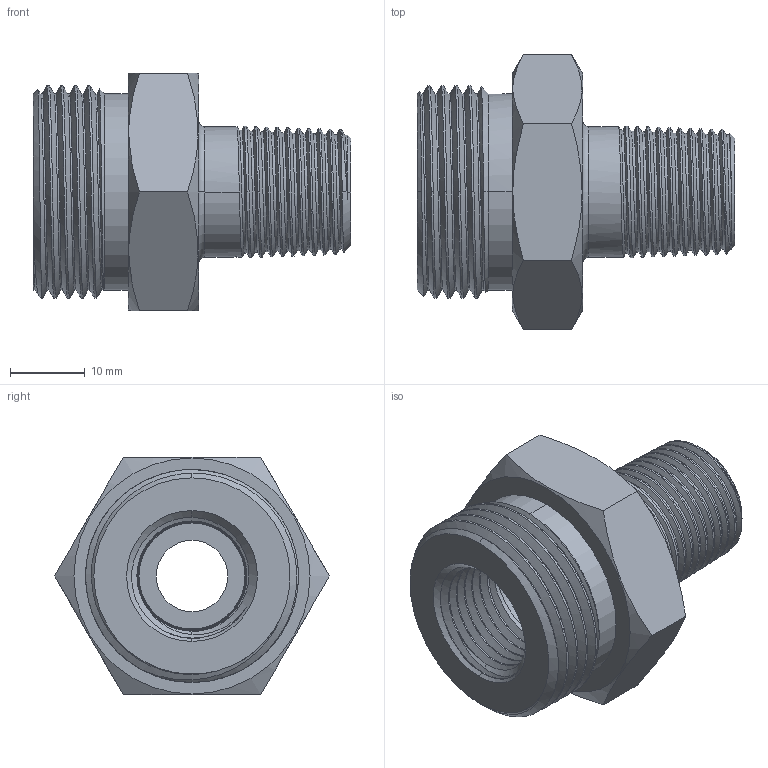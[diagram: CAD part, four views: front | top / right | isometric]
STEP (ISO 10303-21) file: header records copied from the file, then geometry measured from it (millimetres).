
FILE_DESCRIPTION (( 'STEP AP203' ), '1' );
FILE_NAME ('AD-240M705M-SS.STEP', '2025-09-02T12:17:37', ( '' ), ( '' ), 'SwSTEP 2.0', 'SolidWorks 2018', '' );
FILE_SCHEMA (( 'CONFIG_CONTROL_DESIGN' ));
Length unit declared in the file: inch
Products named in the file (1): AD-240M705M-SS
Bounding box: 42.42 x 36.66 x 31.75 mm (x, y, z)
Volume: 15289.3 mm3; surface area: 7372 mm2
Topology: 1 solids, 1 shells, 668 faces, 1788 edges, 1187 vertices
Faces by surface type: plane 420, bspline 171, cone 56, cylinder 19, torus 2
Entity records: 40972 total; most frequent: CARTESIAN_POINT 25577, ORIENTED_EDGE 3576, DIRECTION 2367, EDGE_CURVE 1788, VECTOR 1279, LINE 1279, VERTEX_POINT 1187, EDGE_LOOP 735
